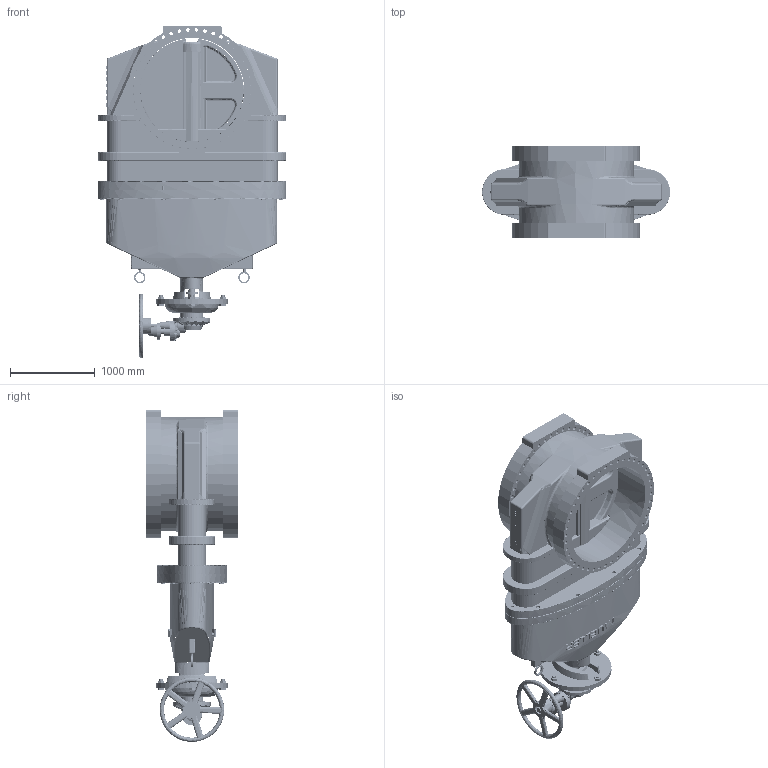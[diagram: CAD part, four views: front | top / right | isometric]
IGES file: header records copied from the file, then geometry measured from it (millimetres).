
Start section: SolidWorks IGES file using analytic representation for surfaces
Global section: file name: A-2361-6_48_H.IGS; native system: SolidWorks 2013; preprocessor: SolidWorks 2013; author: CAD M1; date: 140220.181617; units: millimetre
Bounding box: 2223.79 x 1092.3 x 3922.89 mm (x, y, z)
Surface area: 42224308.6 mm2 (no closed solid volume)
Topology: 0 solids, 0 shells, 2090 faces, 47838 edges, 47804 vertices
Faces by surface type: bspline 1164, revolution 926
